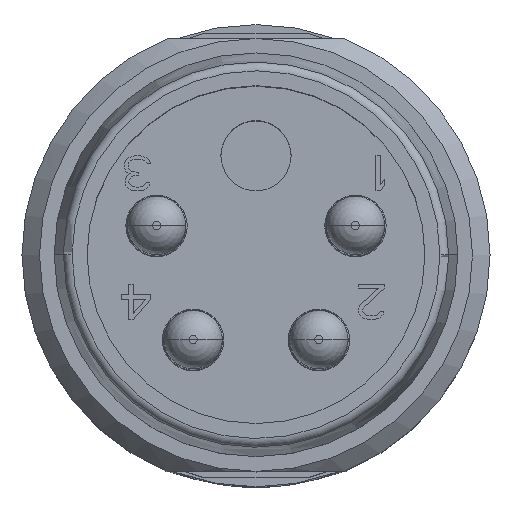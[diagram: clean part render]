
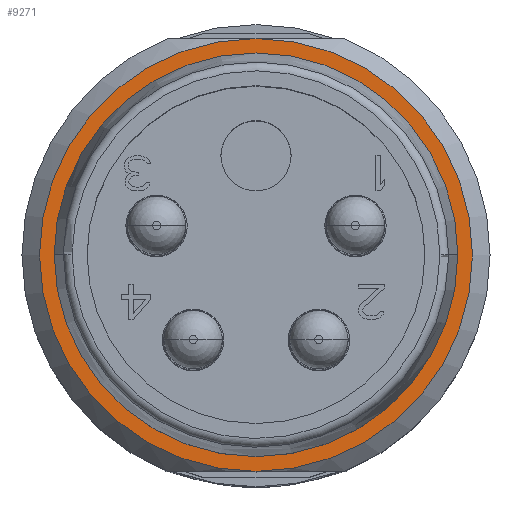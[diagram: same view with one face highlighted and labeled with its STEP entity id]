
A CAD part, top view. The second image highlights one B-rep face of the part: STEP entity #9271.
In plain terms, the highlighted planar face has unit normal (0, 0, 1).
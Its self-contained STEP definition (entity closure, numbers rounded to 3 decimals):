
#280=CARTESIAN_POINT('',(0.,0.,1.9));
#281=DIRECTION('',(0.,0.,-1.));
#282=DIRECTION('',(0.,-1.,0.));
#283=AXIS2_PLACEMENT_3D('',#280,#281,#282);
#285=CARTESIAN_POINT('',(0.,0.,1.9));
#286=DIRECTION('',(0.,0.,-1.));
#287=DIRECTION('',(-1.,0.,0.));
#288=AXIS2_PLACEMENT_3D('',#285,#286,#287);
#290=CARTESIAN_POINT('',(0.,0.,1.9));
#291=DIRECTION('',(0.,0.,-1.));
#292=DIRECTION('',(0.,1.,0.));
#293=AXIS2_PLACEMENT_3D('',#290,#291,#292);
#295=CARTESIAN_POINT('',(0.,0.,1.9));
#296=DIRECTION('',(0.,0.,-1.));
#297=DIRECTION('',(1.,0.,0.));
#298=AXIS2_PLACEMENT_3D('',#295,#296,#297);
#300=CARTESIAN_POINT('',(0.,0.,1.9));
#301=DIRECTION('',(0.,0.,1.));
#302=DIRECTION('',(1.,0.,0.));
#303=AXIS2_PLACEMENT_3D('',#300,#301,#302);
#305=CARTESIAN_POINT('',(0.,0.,1.9));
#306=DIRECTION('',(0.,0.,1.));
#307=DIRECTION('',(-1.,0.,0.));
#308=AXIS2_PLACEMENT_3D('',#305,#306,#307);
#327=CARTESIAN_POINT('',(0.,3.7,1.9));
#329=CARTESIAN_POINT('',(0.,-3.7,1.9));
#8706=VERTEX_POINT('',#329);
#8716=VERTEX_POINT('',#327);
#8717=CARTESIAN_POINT('',(-3.7,0.,1.9));
#8718=VERTEX_POINT('',#8717);
#8719=CARTESIAN_POINT('',(3.7,0.,1.9));
#8720=VERTEX_POINT('',#8719);
#8721=CARTESIAN_POINT('',(3.25,0.,1.9));
#8722=CARTESIAN_POINT('',(-3.25,0.,1.9));
#8723=VERTEX_POINT('',#8721);
#8724=VERTEX_POINT('',#8722);
#9252=CARTESIAN_POINT('',(0.,0.,1.9));
#9253=DIRECTION('',(0.,0.,-1.));
#9254=DIRECTION('',(1.,0.,0.));
#9255=AXIS2_PLACEMENT_3D('',#9252,#9253,#9254);
#9256=PLANE('',#9255);
#9258=ORIENTED_EDGE('',*,*,#9257,.T.);
#9260=ORIENTED_EDGE('',*,*,#9259,.T.);
#9262=ORIENTED_EDGE('',*,*,#9261,.T.);
#9264=ORIENTED_EDGE('',*,*,#9263,.T.);
#9265=EDGE_LOOP('',(#9258,#9260,#9262,#9264));
#9266=FACE_OUTER_BOUND('',#9265,.F.);
#9267=ORIENTED_EDGE('',*,*,#9234,.T.);
#9268=ORIENTED_EDGE('',*,*,#9211,.T.);
#9269=EDGE_LOOP('',(#9267,#9268));
#9270=FACE_BOUND('',#9269,.F.);
#9271=ADVANCED_FACE('',(#9266,#9270),#9256,.F.);
#284=CIRCLE('',#283,3.7);
#289=CIRCLE('',#288,3.7);
#294=CIRCLE('',#293,3.7);
#299=CIRCLE('',#298,3.7);
#304=CIRCLE('',#303,3.25);
#309=CIRCLE('',#308,3.25);
#9211=EDGE_CURVE('',#8724,#8723,#309,.T.);
#9234=EDGE_CURVE('',#8723,#8724,#304,.T.);
#9257=EDGE_CURVE('',#8706,#8718,#284,.T.);
#9259=EDGE_CURVE('',#8718,#8716,#289,.T.);
#9261=EDGE_CURVE('',#8716,#8720,#294,.T.);
#9263=EDGE_CURVE('',#8720,#8706,#299,.T.);
